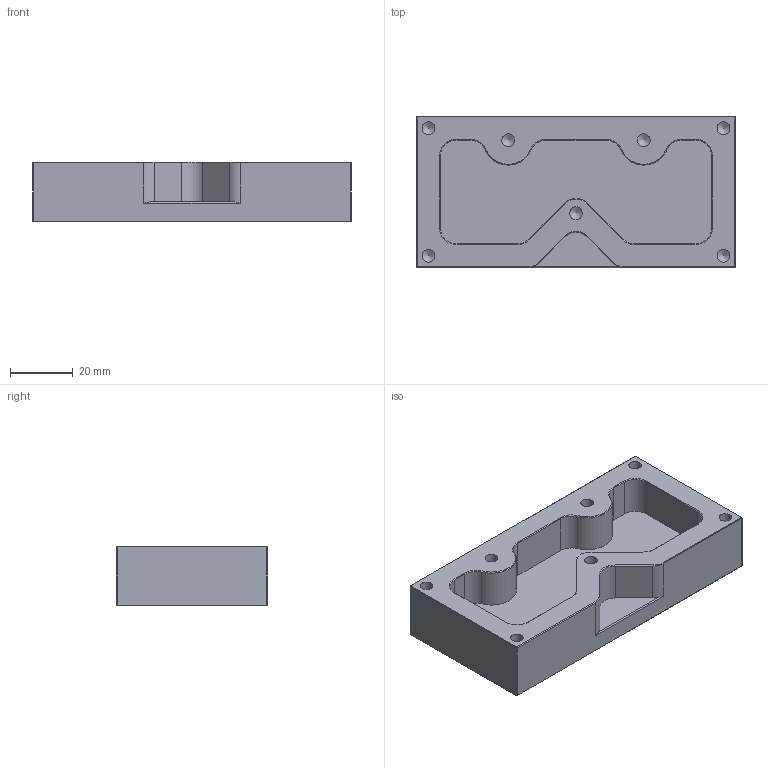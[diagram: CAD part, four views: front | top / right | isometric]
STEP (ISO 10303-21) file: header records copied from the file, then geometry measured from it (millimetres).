
FILE_DESCRIPTION(/* description */ (''),/* implementation_level */ '2;1');
FILE_NAME(/* name */ 'TITAN-1M v6.step',/* time_stamp */ '2022-01-08T11:50:50+01:00',/* author */ (''),/* organization */ (''),/* preprocessor_version */ 'ST-DEVELOPER v18.1',/* originating_system */ 'Autodesk Translation Framework v10.10.0.1391',/* authorisation */ '');
FILE_SCHEMA (('AUTOMOTIVE_DESIGN { 1 0 10303 214 3 1 1 }'));
Length unit declared in the file: inch
Products named in the file (1): TITAN-1M
Bounding box: 101.6 x 48.26 x 19.05 mm (x, y, z)
Volume: 60094 mm3; surface area: 19864.3 mm2
Topology: 1 solids, 1 shells, 98 faces, 234 edges, 131 vertices
Faces by surface type: plane 40, cone 31, cylinder 27
Full cylindrical faces by diameter (mm): 4.064 x7
Entity records: 2710 total; most frequent: DIRECTION 489, CARTESIAN_POINT 449, ORIENTED_EDGE 438, EDGE_CURVE 219, AXIS2_PLACEMENT_3D 171, LINE 147, VECTOR 147, VERTEX_POINT 131
